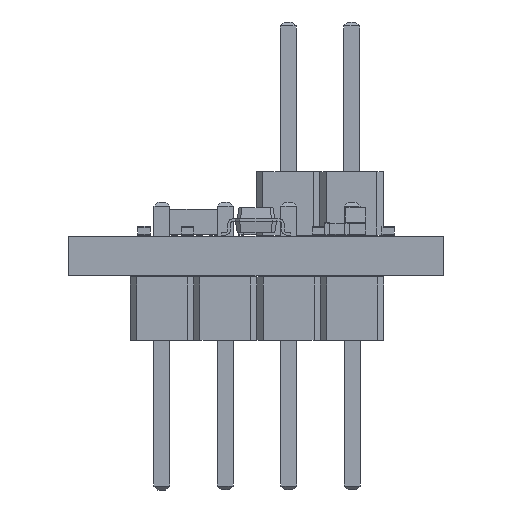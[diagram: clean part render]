
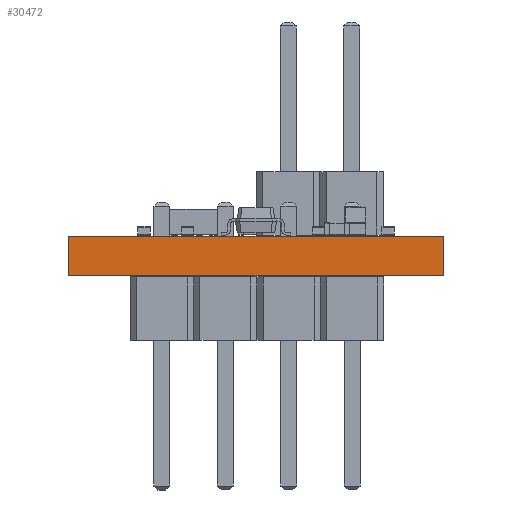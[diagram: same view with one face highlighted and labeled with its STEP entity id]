
A CAD part, front view. The second image highlights one B-rep face of the part: STEP entity #30472.
In plain terms, the highlighted planar face has unit normal (0, -1, 0).
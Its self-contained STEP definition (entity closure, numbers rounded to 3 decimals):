
#30472 = ADVANCED_FACE('',(#30473),#30487,.T.);
#30473 = FACE_BOUND('',#30474,.T.);
#30474 = EDGE_LOOP('',(#30475,#30510,#30538,#30566));
#30475 = ORIENTED_EDGE('',*,*,#30476,.T.);
#30476 = EDGE_CURVE('',#30477,#30479,#30481,.T.);
#30477 = VERTEX_POINT('',#30478);
#30478 = CARTESIAN_POINT('',(33.5,-35.,0.));
#30479 = VERTEX_POINT('',#30480);
#30480 = CARTESIAN_POINT('',(33.5,-35.,1.58));
#30481 = SURFACE_CURVE('',#30482,(#30486,#30498),.PCURVE_S1.);
#30482 = LINE('',#30483,#30484);
#30483 = CARTESIAN_POINT('',(33.5,-35.,0.));
#30484 = VECTOR('',#30485,1.);
#30485 = DIRECTION('',(0.,0.,1.));
#30486 = PCURVE('',#30487,#30492);
#30487 = PLANE('',#30488);
#30488 = AXIS2_PLACEMENT_3D('',#30489,#30490,#30491);
#30489 = CARTESIAN_POINT('',(33.5,-35.,0.));
#30490 = DIRECTION('',(0.,-1.,0.));
#30491 = DIRECTION('',(-1.,0.,0.));
#30492 = DEFINITIONAL_REPRESENTATION('',(#30493),#30497);
#30493 = LINE('',#30494,#30495);
#30494 = CARTESIAN_POINT('',(0.,-0.));
#30495 = VECTOR('',#30496,1.);
#30496 = DIRECTION('',(0.,-1.));
#30497 = ( GEOMETRIC_REPRESENTATION_CONTEXT(2) 
PARAMETRIC_REPRESENTATION_CONTEXT() REPRESENTATION_CONTEXT('2D SPACE',''
  ) );
#30498 = PCURVE('',#30499,#30504);
#30499 = PLANE('',#30500);
#30500 = AXIS2_PLACEMENT_3D('',#30501,#30502,#30503);
#30501 = CARTESIAN_POINT('',(33.5,-20.,0.));
#30502 = DIRECTION('',(1.,0.,-0.));
#30503 = DIRECTION('',(0.,-1.,0.));
#30504 = DEFINITIONAL_REPRESENTATION('',(#30505),#30509);
#30505 = LINE('',#30506,#30507);
#30506 = CARTESIAN_POINT('',(15.,0.));
#30507 = VECTOR('',#30508,1.);
#30508 = DIRECTION('',(0.,-1.));
#30509 = ( GEOMETRIC_REPRESENTATION_CONTEXT(2) 
PARAMETRIC_REPRESENTATION_CONTEXT() REPRESENTATION_CONTEXT('2D SPACE',''
  ) );
#30510 = ORIENTED_EDGE('',*,*,#30511,.T.);
#30511 = EDGE_CURVE('',#30479,#30512,#30514,.T.);
#30512 = VERTEX_POINT('',#30513);
#30513 = CARTESIAN_POINT('',(18.5,-35.,1.58));
#30514 = SURFACE_CURVE('',#30515,(#30519,#30526),.PCURVE_S1.);
#30515 = LINE('',#30516,#30517);
#30516 = CARTESIAN_POINT('',(33.5,-35.,1.58));
#30517 = VECTOR('',#30518,1.);
#30518 = DIRECTION('',(-1.,0.,0.));
#30519 = PCURVE('',#30487,#30520);
#30520 = DEFINITIONAL_REPRESENTATION('',(#30521),#30525);
#30521 = LINE('',#30522,#30523);
#30522 = CARTESIAN_POINT('',(0.,-1.58));
#30523 = VECTOR('',#30524,1.);
#30524 = DIRECTION('',(1.,0.));
#30525 = ( GEOMETRIC_REPRESENTATION_CONTEXT(2) 
PARAMETRIC_REPRESENTATION_CONTEXT() REPRESENTATION_CONTEXT('2D SPACE',''
  ) );
#30526 = PCURVE('',#30527,#30532);
#30527 = PLANE('',#30528);
#30528 = AXIS2_PLACEMENT_3D('',#30529,#30530,#30531);
#30529 = CARTESIAN_POINT('',(26.,-27.5,1.58));
#30530 = DIRECTION('',(-0.,-0.,-1.));
#30531 = DIRECTION('',(-1.,0.,0.));
#30532 = DEFINITIONAL_REPRESENTATION('',(#30533),#30537);
#30533 = LINE('',#30534,#30535);
#30534 = CARTESIAN_POINT('',(-7.5,-7.5));
#30535 = VECTOR('',#30536,1.);
#30536 = DIRECTION('',(1.,0.));
#30537 = ( GEOMETRIC_REPRESENTATION_CONTEXT(2) 
PARAMETRIC_REPRESENTATION_CONTEXT() REPRESENTATION_CONTEXT('2D SPACE',''
  ) );
#30538 = ORIENTED_EDGE('',*,*,#30539,.F.);
#30539 = EDGE_CURVE('',#30540,#30512,#30542,.T.);
#30540 = VERTEX_POINT('',#30541);
#30541 = CARTESIAN_POINT('',(18.5,-35.,0.));
#30542 = SURFACE_CURVE('',#30543,(#30547,#30554),.PCURVE_S1.);
#30543 = LINE('',#30544,#30545);
#30544 = CARTESIAN_POINT('',(18.5,-35.,0.));
#30545 = VECTOR('',#30546,1.);
#30546 = DIRECTION('',(0.,0.,1.));
#30547 = PCURVE('',#30487,#30548);
#30548 = DEFINITIONAL_REPRESENTATION('',(#30549),#30553);
#30549 = LINE('',#30550,#30551);
#30550 = CARTESIAN_POINT('',(15.,0.));
#30551 = VECTOR('',#30552,1.);
#30552 = DIRECTION('',(0.,-1.));
#30553 = ( GEOMETRIC_REPRESENTATION_CONTEXT(2) 
PARAMETRIC_REPRESENTATION_CONTEXT() REPRESENTATION_CONTEXT('2D SPACE',''
  ) );
#30554 = PCURVE('',#30555,#30560);
#30555 = PLANE('',#30556);
#30556 = AXIS2_PLACEMENT_3D('',#30557,#30558,#30559);
#30557 = CARTESIAN_POINT('',(18.5,-35.,0.));
#30558 = DIRECTION('',(-1.,0.,0.));
#30559 = DIRECTION('',(0.,1.,0.));
#30560 = DEFINITIONAL_REPRESENTATION('',(#30561),#30565);
#30561 = LINE('',#30562,#30563);
#30562 = CARTESIAN_POINT('',(0.,0.));
#30563 = VECTOR('',#30564,1.);
#30564 = DIRECTION('',(0.,-1.));
#30565 = ( GEOMETRIC_REPRESENTATION_CONTEXT(2) 
PARAMETRIC_REPRESENTATION_CONTEXT() REPRESENTATION_CONTEXT('2D SPACE',''
  ) );
#30566 = ORIENTED_EDGE('',*,*,#30567,.F.);
#30567 = EDGE_CURVE('',#30477,#30540,#30568,.T.);
#30568 = SURFACE_CURVE('',#30569,(#30573,#30580),.PCURVE_S1.);
#30569 = LINE('',#30570,#30571);
#30570 = CARTESIAN_POINT('',(33.5,-35.,0.));
#30571 = VECTOR('',#30572,1.);
#30572 = DIRECTION('',(-1.,0.,0.));
#30573 = PCURVE('',#30487,#30574);
#30574 = DEFINITIONAL_REPRESENTATION('',(#30575),#30579);
#30575 = LINE('',#30576,#30577);
#30576 = CARTESIAN_POINT('',(0.,-0.));
#30577 = VECTOR('',#30578,1.);
#30578 = DIRECTION('',(1.,0.));
#30579 = ( GEOMETRIC_REPRESENTATION_CONTEXT(2) 
PARAMETRIC_REPRESENTATION_CONTEXT() REPRESENTATION_CONTEXT('2D SPACE',''
  ) );
#30580 = PCURVE('',#30581,#30586);
#30581 = PLANE('',#30582);
#30582 = AXIS2_PLACEMENT_3D('',#30583,#30584,#30585);
#30583 = CARTESIAN_POINT('',(26.,-27.5,0.));
#30584 = DIRECTION('',(-0.,-0.,-1.));
#30585 = DIRECTION('',(-1.,0.,0.));
#30586 = DEFINITIONAL_REPRESENTATION('',(#30587),#30591);
#30587 = LINE('',#30588,#30589);
#30588 = CARTESIAN_POINT('',(-7.5,-7.5));
#30589 = VECTOR('',#30590,1.);
#30590 = DIRECTION('',(1.,0.));
#30591 = ( GEOMETRIC_REPRESENTATION_CONTEXT(2) 
PARAMETRIC_REPRESENTATION_CONTEXT() REPRESENTATION_CONTEXT('2D SPACE',''
  ) );
